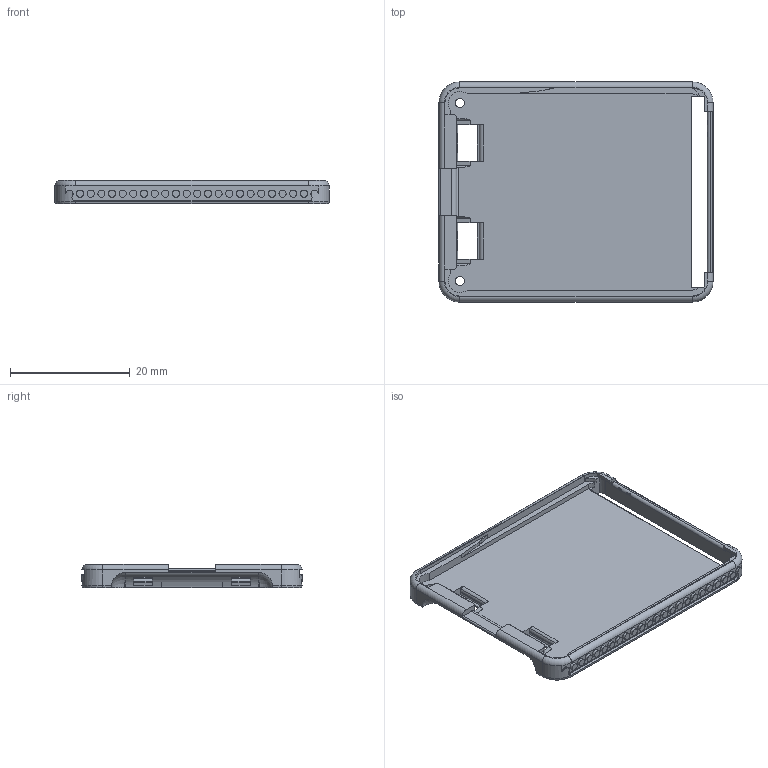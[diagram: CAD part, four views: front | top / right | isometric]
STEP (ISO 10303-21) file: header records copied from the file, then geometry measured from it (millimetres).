
FILE_DESCRIPTION(('HOOPS Exchange Step'),'2;1');
FILE_NAME('temp_export','2025-12-25T16:58:40+11:00',('sanya'),('Shapr3D Limited'),'HOOPS Exchange 2025.7','Shapr3D','Authorized');
FILE_SCHEMA( ('AP242_MANAGED_MODEL_BASED_3D_ENGINEERING_MIM_LF {1 0 10303 442 1 1 4}') );
Length unit declared in the file: millimetre
Products named in the file (1): main case (E-ink)
Bounding box: 45.84 x 36.8 x 3.85 mm (x, y, z)
Volume: 1155.7 mm3; surface area: 4485.5 mm2
Topology: 1 solids, 1 shells, 302 faces, 818 edges, 568 vertices
Faces by surface type: plane 150, cylinder 138, torus 10, bspline 3, sphere 1
Full cylindrical faces by diameter (mm): 1.2 x44, 1.5 x2, 2.5 x2
Entity records: 10145 total; most frequent: CARTESIAN_POINT 2094, DIRECTION 1757, ORIENTED_EDGE 1636, EDGE_CURVE 818, AXIS2_PLACEMENT_3D 675, VERTEX_POINT 568, VECTOR 407, LINE 407
